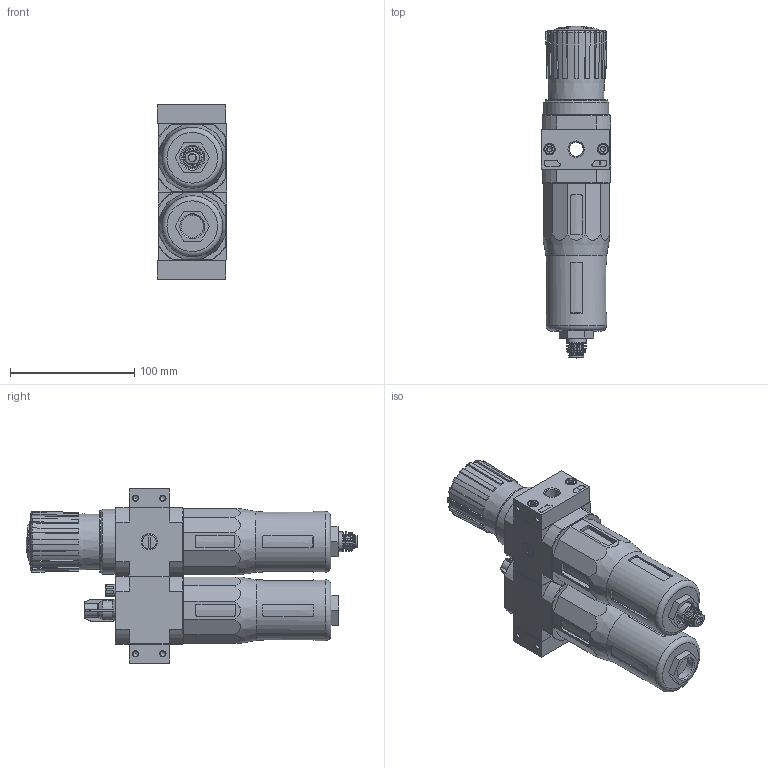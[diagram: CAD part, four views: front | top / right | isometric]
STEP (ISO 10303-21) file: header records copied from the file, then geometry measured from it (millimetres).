
FILE_DESCRIPTION(/* description */ ('STEP AP214'),/* implementation_level */ '2;1');
FILE_NAME(/* name */ '186501_FRC-1_4-D-O-MIDI-A',/* time_stamp */ '2024-08-28T16:46:30+02:00',/* author */ ('License CC BY-ND 4.0'),/* organization */ ('CADENAS'),/* preprocessor_version */ 'ST-DEVELOPER v19.3',/* originating_system */ 'PARTsolutions',/* authorisation */ ' ');
FILE_SCHEMA (('AUTOMOTIVE_DESIGN {1 0 10303 214 3 1 1}'));
Length unit declared in the file: millimetre
Products named in the file (9): 186501 FRC-1/4-D-O-MIDI-A; 680241 PBL-1/4-D-MIDI-L---(1) p1; DIN-912 - M5x18(F); 680242 PBL-1/4-D-MIDI-R---(0) p1; 120519 LFR-D-MIDI-A--(0); 373846 LR-MIDI; 526489 MS4-LFR-V; 120536 LOE-D-MIDI; 351358 FRB-D-MIDI
Assembly tree (13 placements, depth 2):
  186501 FRC-1/4-D-O-MIDI-A
    680241 PBL-1/4-D-MIDI-L---(1) p1
    DIN-912 - M5x18(F)  x4
    680242 PBL-1/4-D-MIDI-R---(0) p1
    120519 LFR-D-MIDI-A--(0)
    373846 LR-MIDI  x2
    526489 MS4-LFR-V
    120536 LOE-D-MIDI
    351358 FRB-D-MIDI  x2
Bounding box: 55.5 x 266.72 x 140 mm (x, y, z)
Volume: 926292.4 mm3; surface area: 153450.2 mm2
Topology: 13 solids, 14 shells, 962 faces, 2418 edges, 1550 vertices
Faces by surface type: plane 505, cylinder 205, cone 162, torus 85, sphere 5
Full cylindrical faces by diameter (mm): 3.2 x1, 3.6 x1, 3.7 x2, 3.8 x1, 4.134 x10, 5 x6, 6 x1, 6.3 x2, 7 x2, 8.5 x4, 9.6 x2, 10 x1, 11 x1, 11.2 x2, 11.4 x1, 11.445 x4, 11.6 x1, 11.8 x1, 13.157 x2, 15.8 x1, 16 x1, 16.4 x1, 18 x2, 24.9 x1, 26.4 x2, 29.7 x1, 30.8 x2, 39 x1, 46.7 x1, 48.7 x2
Entity records: 31129 total; most frequent: CARTESIAN_POINT 6100, ORIENTED_EDGE 4084, DIRECTION 4010, EDGE_CURVE 2042, AXIS2_PLACEMENT_3D 1579, VERTEX_POINT 1411, FACE_BOUND 1117, EDGE_LOOP 1111
